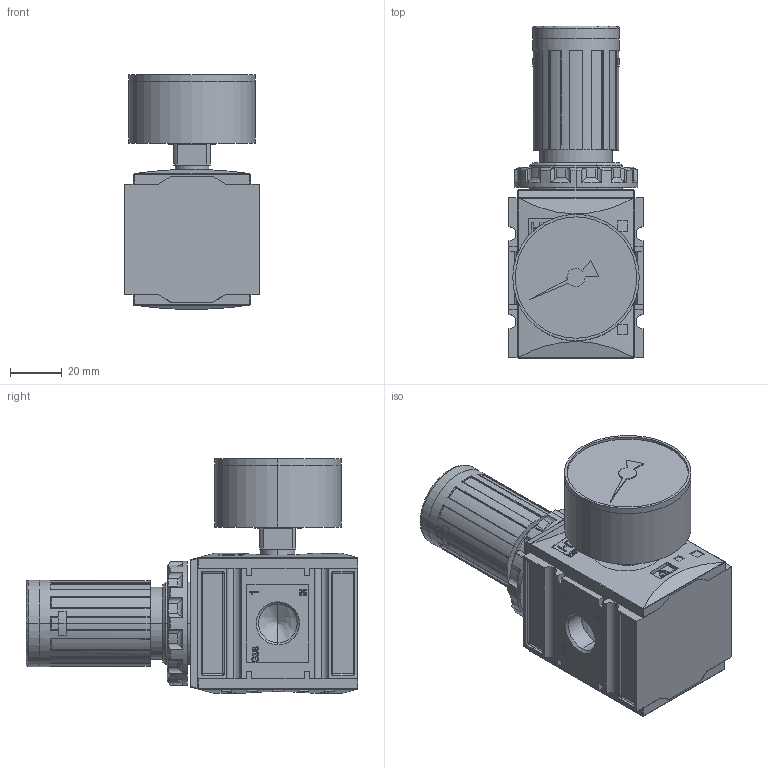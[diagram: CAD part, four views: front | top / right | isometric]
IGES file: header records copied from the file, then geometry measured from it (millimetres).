
Start section: SolidWorks IGES file using analytic representation for surfaces
Global section: file name: KRBE-138_16 G.IGS; native system: SolidWorks 2013; preprocessor: SolidWorks 2013; author: technolog; date: 140109.103752; units: millimetre
Bounding box: 52 x 128.5 x 90.9 mm (x, y, z)
Volume: 254730.6 mm3; surface area: 66211.3 mm2
Topology: 10 solids, 10 shells, 1276 faces, 7136 edges, 9175 vertices
Faces by surface type: plane 592, revolution 576, bspline 108
